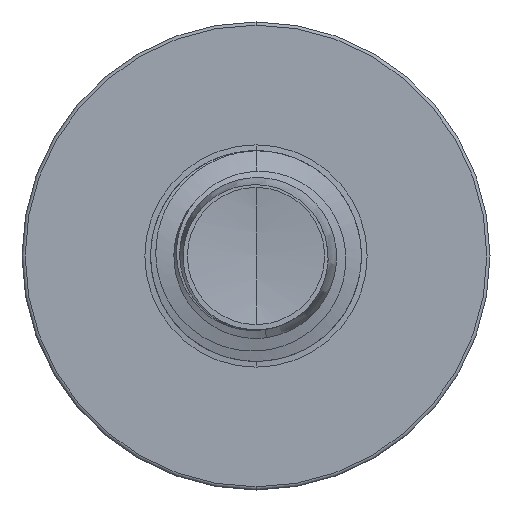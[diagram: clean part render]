
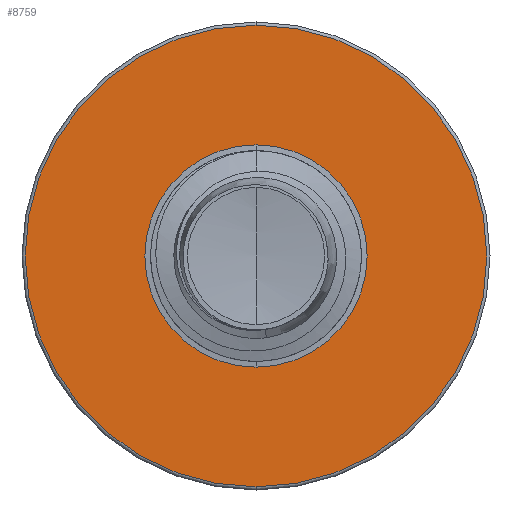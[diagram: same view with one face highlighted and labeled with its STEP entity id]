
A CAD part, front view. The second image highlights one B-rep face of the part: STEP entity #8759.
In plain terms, the highlighted planar face has unit normal (0, -1, 0).
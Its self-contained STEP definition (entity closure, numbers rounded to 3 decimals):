
#52 = CARTESIAN_POINT ( 'NONE',  ( 0., 7., -4.932 ) ) ;
#78 = CARTESIAN_POINT ( 'NONE',  ( 0., 7., 2.375 ) ) ;
#109 = CARTESIAN_POINT ( 'NONE',  ( 0., 7., 0. ) ) ;
#216 = EDGE_LOOP ( 'NONE', ( #17774, #13264 ) ) ;
#1167 = PLANE ( 'NONE',  #6039 ) ;
#1583 = CARTESIAN_POINT ( 'NONE',  ( 0., 7., 0. ) ) ;
#1845 = DIRECTION ( 'NONE',  ( 0., 0., 1. ) ) ;
#2073 = CARTESIAN_POINT ( 'NONE',  ( 0., 7., 4.933 ) ) ;
#2315 = EDGE_CURVE ( 'NONE', #15163, #9344, #11737, .T. ) ;
#2334 = CIRCLE ( 'NONE', #6778, 4.933 ) ;
#2668 = DIRECTION ( 'NONE',  ( 0., 1., 0. ) ) ;
#2746 = CARTESIAN_POINT ( 'NONE',  ( 0., 7., 0. ) ) ;
#2772 = AXIS2_PLACEMENT_3D ( 'NONE', #109, #9941, #1845 ) ;
#3055 = DIRECTION ( 'NONE',  ( 0., 0., 1. ) ) ;
#3770 = VERTEX_POINT ( 'NONE', #5142 ) ;
#4129 = DIRECTION ( 'NONE',  ( 0., 0., 1. ) ) ;
#4729 = DIRECTION ( 'NONE',  ( 0., 1., 0. ) ) ;
#5142 = CARTESIAN_POINT ( 'NONE',  ( 0., 7., -2.375 ) ) ;
#6039 = AXIS2_PLACEMENT_3D ( 'NONE', #10949, #2668, #12344 ) ;
#6778 = AXIS2_PLACEMENT_3D ( 'NONE', #1583, #11343, #3055 ) ;
#8759 = ADVANCED_FACE ( 'NONE', ( #11684, #15428 ), #1167, .F. ) ;
#9344 = VERTEX_POINT ( 'NONE', #2073 ) ;
#9781 = ORIENTED_EDGE ( 'NONE', *, *, #10381, .F. ) ;
#9833 = AXIS2_PLACEMENT_3D ( 'NONE', #13041, #4729, #14466 ) ;
#9941 = DIRECTION ( 'NONE',  ( 0., 1., 0. ) ) ;
#10128 = EDGE_CURVE ( 'NONE', #3770, #10854, #10569, .T. ) ;
#10381 = EDGE_CURVE ( 'NONE', #9344, #15163, #2334, .T. ) ;
#10569 = CIRCLE ( 'NONE', #17404, 2.375 ) ;
#10854 = VERTEX_POINT ( 'NONE', #78 ) ;
#10949 = CARTESIAN_POINT ( 'NONE',  ( 0., 7., -2.375 ) ) ;
#11165 = EDGE_LOOP ( 'NONE', ( #9781, #15595 ) ) ;
#11343 = DIRECTION ( 'NONE',  ( 0., 1., 0. ) ) ;
#11684 = FACE_OUTER_BOUND ( 'NONE', #11165, .T. ) ;
#11737 = CIRCLE ( 'NONE', #2772, 4.933 ) ;
#12304 = EDGE_CURVE ( 'NONE', #10854, #3770, #13473, .T. ) ;
#12344 = DIRECTION ( 'NONE',  ( 0., 0., 1. ) ) ;
#12427 = DIRECTION ( 'NONE',  ( 0., 1., 0. ) ) ;
#13041 = CARTESIAN_POINT ( 'NONE',  ( 0., 7., 0. ) ) ;
#13264 = ORIENTED_EDGE ( 'NONE', *, *, #10128, .T. ) ;
#13473 = CIRCLE ( 'NONE', #9833, 2.375 ) ;
#14466 = DIRECTION ( 'NONE',  ( 0., 0., 1. ) ) ;
#15163 = VERTEX_POINT ( 'NONE', #52 ) ;
#15428 = FACE_BOUND ( 'NONE', #216, .T. ) ;
#15595 = ORIENTED_EDGE ( 'NONE', *, *, #2315, .F. ) ;
#17404 = AXIS2_PLACEMENT_3D ( 'NONE', #2746, #12427, #4129 ) ;
#17774 = ORIENTED_EDGE ( 'NONE', *, *, #12304, .T. ) ;
